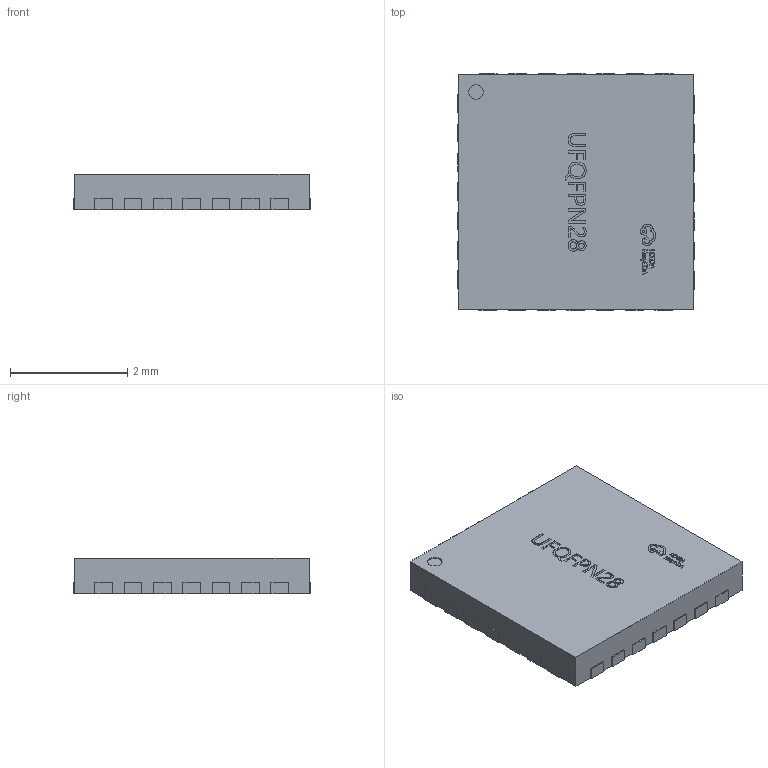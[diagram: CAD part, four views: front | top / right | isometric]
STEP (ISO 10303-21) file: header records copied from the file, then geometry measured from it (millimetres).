
FILE_DESCRIPTION (( 'STEP AP214' ), '1' );
FILE_NAME ('UFQFPN-28_L4.0-W4.0-H0.6-P0.50.step', '2022-07-09T05:31:32', ( '' ), ( '' ), 'SwSTEP 2.0', 'SolidWorks 2020', '' );
FILE_SCHEMA (( 'AUTOMOTIVE_DESIGN' ));
Length unit declared in the file: millimetre
Products named in the file (1): UFQFPN-28_L4.0-W4.0-H0.6-P0.50
Bounding box: 4.03 x 4.03 x 0.61 mm (x, y, z)
Volume: 9.7 mm3; surface area: 42.6 mm2
Topology: 1 solids, 1 shells, 579 faces, 1614 edges, 1076 vertices
Faces by surface type: plane 384, bspline 158, cylinder 37
Entity records: 25993 total; most frequent: CARTESIAN_POINT 8284, ORIENTED_EDGE 3228, DIRECTION 2212, EDGE_CURVE 1614, LINE 1220, VECTOR 1220, VERTEX_POINT 1076, EDGE_LOOP 618
